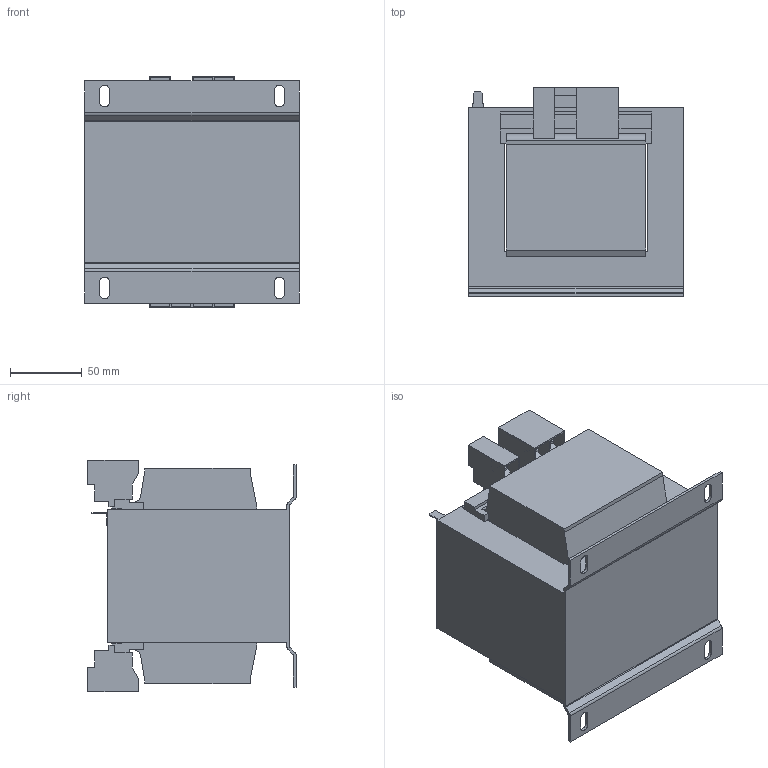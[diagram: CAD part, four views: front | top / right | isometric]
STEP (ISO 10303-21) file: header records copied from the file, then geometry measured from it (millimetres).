
FILE_DESCRIPTION (( 'STEP AP203' ), '1' );
FILE_NAME ('USTE1000_2X115.step', '2024-10-31T16:59:40', ( '' ), ( '' ), 'SwSTEP 2.0', 'SolidWorks 2023', '' );
FILE_SCHEMA (( 'CONFIG_CONTROL_DESIGN' ));
Length unit declared in the file: inch
Products named in the file (1): USTE1000_2X115
Bounding box: 150 x 145.57 x 161.9 mm (x, y, z)
Volume: 2294818.5 mm3; surface area: 212724.1 mm2
Topology: 1 solids, 1 shells, 433 faces, 1267 edges, 838 vertices
Faces by surface type: plane 355, cylinder 78
Entity records: 14308 total; most frequent: CARTESIAN_POINT 2539, ORIENTED_EDGE 2534, DIRECTION 2291, EDGE_CURVE 1267, LINE 1111, VECTOR 1111, VERTEX_POINT 838, AXIS2_PLACEMENT_3D 590
